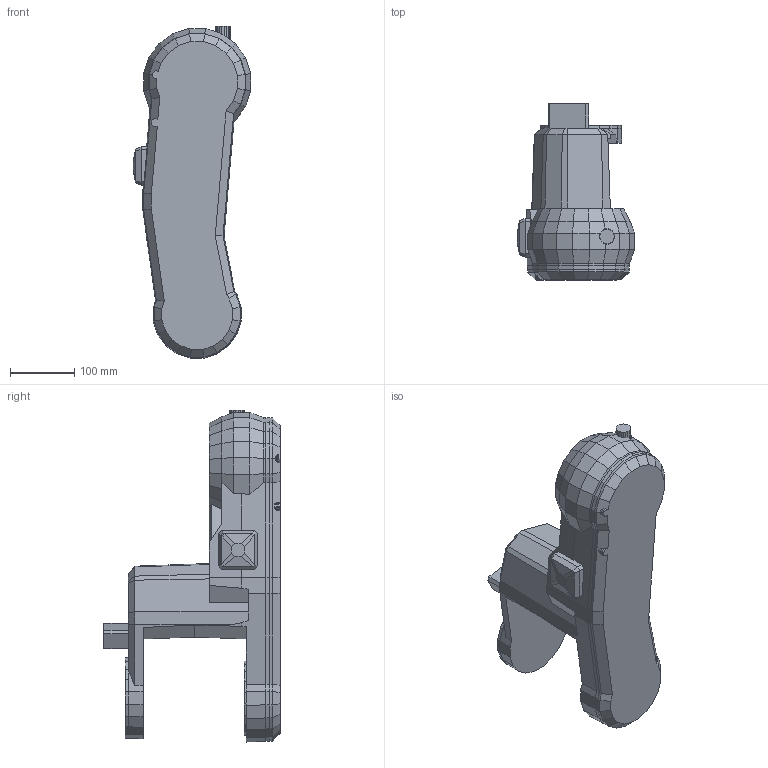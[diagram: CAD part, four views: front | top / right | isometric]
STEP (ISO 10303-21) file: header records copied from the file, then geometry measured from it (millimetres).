
FILE_DESCRIPTION (( 'STEP AP203' ), '1' );
FILE_NAME ('L2_Default_sldprt.STEP', '2024-10-16T02:19:46', ( '' ), ( '' ), 'SwSTEP 2.0', 'SolidWorks 2022', '' );
FILE_SCHEMA (( 'CONFIG_CONTROL_DESIGN' ));
Length unit declared in the file: millimetre
Products named in the file (1): L2_Default_sldprt
Bounding box: 182 x 273.5 x 515.07 mm (x, y, z)
Volume: 7557596.7 mm3; surface area: 331962.8 mm2
Topology: 1 solids, 1 shells, 384 faces, 938 edges, 560 vertices
Faces by surface type: plane 380, cylinder 4
Entity records: 10862 total; most frequent: CARTESIAN_POINT 1892, ORIENTED_EDGE 1876, DIRECTION 1713, EDGE_CURVE 938, LINE 927, VECTOR 927, VERTEX_POINT 560, AXIS2_PLACEMENT_3D 393
